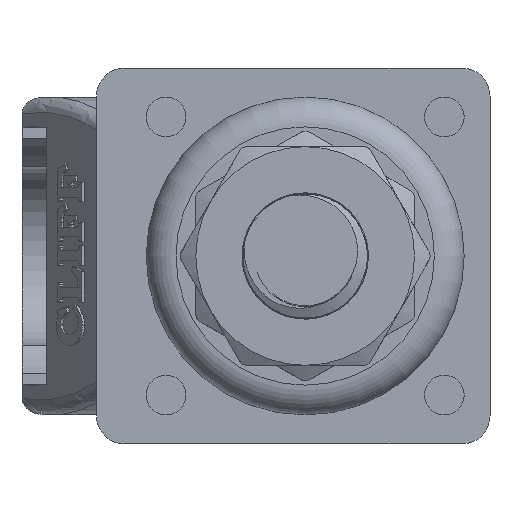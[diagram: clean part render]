
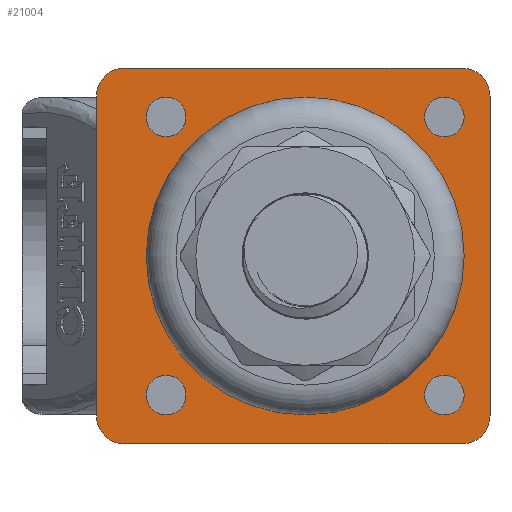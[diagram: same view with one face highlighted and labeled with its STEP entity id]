
A CAD part, front view. The second image highlights one B-rep face of the part: STEP entity #21004.
In plain terms, the highlighted planar face has unit normal (0, -1, 0).
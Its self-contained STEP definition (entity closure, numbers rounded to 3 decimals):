
#474=FACE_BOUND('',#2482,.T.);
#475=FACE_BOUND('',#2483,.T.);
#476=FACE_BOUND('',#2484,.T.);
#477=FACE_BOUND('',#2485,.T.);
#478=FACE_BOUND('',#2486,.T.);
#539=PLANE('',#22224);
#1363=FACE_OUTER_BOUND('',#2481,.T.);
#2481=EDGE_LOOP('',(#13885,#13886,#13887,#13888,#13889,#13890,#13891,#13892,
#13893,#13894));
#2482=EDGE_LOOP('',(#13895));
#2483=EDGE_LOOP('',(#13896));
#2484=EDGE_LOOP('',(#13897));
#2485=EDGE_LOOP('',(#13898));
#2486=EDGE_LOOP('',(#13899,#13900,#13901,#13902,#13903,#13904,#13905,#13906));
#3576=CIRCLE('',#22152,6.225);
#3577=CIRCLE('',#22154,6.225);
#3580=CIRCLE('',#22158,6.225);
#3581=CIRCLE('',#22160,6.225);
#3597=CIRCLE('',#22190,1.);
#3599=CIRCLE('',#22194,1.);
#3601=CIRCLE('',#22198,1.);
#3603=CIRCLE('',#22202,1.);
#3604=CIRCLE('',#22204,1.4);
#3608=CIRCLE('',#22212,1.4);
#3612=CIRCLE('',#22220,1.4);
#3615=CIRCLE('',#22225,1.4);
#4705=LINE('',#30716,#6435);
#4712=LINE('',#30761,#6442);
#4747=LINE('',#30982,#6477);
#4840=LINE('',#31419,#6570);
#4842=LINE('',#31422,#6572);
#4844=LINE('',#31425,#6574);
#4846=LINE('',#31428,#6576);
#4864=LINE('',#31514,#6594);
#4868=LINE('',#31530,#6598);
#4871=LINE('',#31545,#6601);
#6435=VECTOR('',#23835,10.);
#6442=VECTOR('',#23852,10.);
#6477=VECTOR('',#24003,10.);
#6570=VECTOR('',#24128,10.);
#6572=VECTOR('',#24132,10.);
#6574=VECTOR('',#24136,10.);
#6576=VECTOR('',#24140,10.);
#6594=VECTOR('',#24242,10.);
#6598=VECTOR('',#24262,10.);
#6601=VECTOR('',#24283,10.);
#8208=VERTEX_POINT('',#30709);
#8210=VERTEX_POINT('',#30713);
#8211=VERTEX_POINT('',#30715);
#8224=VERTEX_POINT('',#30750);
#8389=VERTEX_POINT('',#31375);
#8392=VERTEX_POINT('',#31380);
#8394=VERTEX_POINT('',#31385);
#8395=VERTEX_POINT('',#31387);
#8397=VERTEX_POINT('',#31393);
#8400=VERTEX_POINT('',#31398);
#8402=VERTEX_POINT('',#31403);
#8403=VERTEX_POINT('',#31405);
#8423=VERTEX_POINT('',#31478);
#8425=VERTEX_POINT('',#31485);
#8427=VERTEX_POINT('',#31492);
#8429=VERTEX_POINT('',#31499);
#8430=VERTEX_POINT('',#31503);
#8432=VERTEX_POINT('',#31511);
#8434=VERTEX_POINT('',#31519);
#8436=VERTEX_POINT('',#31527);
#8438=VERTEX_POINT('',#31535);
#8440=VERTEX_POINT('',#31543);
#10301=EDGE_CURVE('',#8211,#8210,#4705,.T.);
#10315=EDGE_CURVE('',#8208,#8224,#4712,.T.);
#10387=EDGE_CURVE('',#8224,#8211,#4747,.T.);
#10511=EDGE_CURVE('',#8389,#8392,#3576,.T.);
#10513=EDGE_CURVE('',#8395,#8394,#3577,.T.);
#10519=EDGE_CURVE('',#8397,#8400,#3580,.T.);
#10521=EDGE_CURVE('',#8403,#8402,#3581,.T.);
#10528=EDGE_CURVE('',#8392,#8403,#4840,.T.);
#10530=EDGE_CURVE('',#8400,#8395,#4842,.T.);
#10532=EDGE_CURVE('',#8402,#8397,#4844,.T.);
#10534=EDGE_CURVE('',#8394,#8389,#4846,.T.);
#10560=EDGE_CURVE('',#8423,#8423,#3597,.T.);
#10563=EDGE_CURVE('',#8425,#8425,#3599,.T.);
#10566=EDGE_CURVE('',#8427,#8427,#3601,.T.);
#10569=EDGE_CURVE('',#8429,#8429,#3603,.T.);
#10571=EDGE_CURVE('',#8430,#8210,#3604,.T.);
#10576=EDGE_CURVE('',#8430,#8432,#4864,.T.);
#10579=EDGE_CURVE('',#8434,#8432,#3608,.T.);
#10584=EDGE_CURVE('',#8434,#8436,#4868,.T.);
#10587=EDGE_CURVE('',#8438,#8436,#3612,.T.);
#10591=EDGE_CURVE('',#8208,#8440,#3615,.T.);
#10592=EDGE_CURVE('',#8438,#8440,#4871,.T.);
#13885=ORIENTED_EDGE('',*,*,#10591,.F.);
#13886=ORIENTED_EDGE('',*,*,#10315,.T.);
#13887=ORIENTED_EDGE('',*,*,#10387,.T.);
#13888=ORIENTED_EDGE('',*,*,#10301,.T.);
#13889=ORIENTED_EDGE('',*,*,#10571,.F.);
#13890=ORIENTED_EDGE('',*,*,#10576,.T.);
#13891=ORIENTED_EDGE('',*,*,#10579,.F.);
#13892=ORIENTED_EDGE('',*,*,#10584,.T.);
#13893=ORIENTED_EDGE('',*,*,#10587,.F.);
#13894=ORIENTED_EDGE('',*,*,#10592,.T.);
#13895=ORIENTED_EDGE('',*,*,#10569,.T.);
#13896=ORIENTED_EDGE('',*,*,#10566,.T.);
#13897=ORIENTED_EDGE('',*,*,#10563,.T.);
#13898=ORIENTED_EDGE('',*,*,#10560,.T.);
#13899=ORIENTED_EDGE('',*,*,#10511,.T.);
#13900=ORIENTED_EDGE('',*,*,#10528,.T.);
#13901=ORIENTED_EDGE('',*,*,#10521,.T.);
#13902=ORIENTED_EDGE('',*,*,#10532,.T.);
#13903=ORIENTED_EDGE('',*,*,#10519,.T.);
#13904=ORIENTED_EDGE('',*,*,#10530,.T.);
#13905=ORIENTED_EDGE('',*,*,#10513,.T.);
#13906=ORIENTED_EDGE('',*,*,#10534,.T.);
#21004=ADVANCED_FACE('',(#1363,#474,#475,#476,#477,#478),#539,.F.);
#22152=AXIS2_PLACEMENT_3D('',#31382,#24094,#24095);
#22154=AXIS2_PLACEMENT_3D('',#31388,#24099,#24100);
#22158=AXIS2_PLACEMENT_3D('',#31400,#24110,#24111);
#22160=AXIS2_PLACEMENT_3D('',#31406,#24115,#24116);
#22190=AXIS2_PLACEMENT_3D('',#31479,#24198,#24199);
#22194=AXIS2_PLACEMENT_3D('',#31486,#24207,#24208);
#22198=AXIS2_PLACEMENT_3D('',#31493,#24216,#24217);
#22202=AXIS2_PLACEMENT_3D('',#31500,#24225,#24226);
#22204=AXIS2_PLACEMENT_3D('',#31504,#24230,#24231);
#22212=AXIS2_PLACEMENT_3D('',#31520,#24250,#24251);
#22220=AXIS2_PLACEMENT_3D('',#31536,#24270,#24271);
#22224=AXIS2_PLACEMENT_3D('',#31542,#24279,#24280);
#22225=AXIS2_PLACEMENT_3D('',#31544,#24281,#24282);
#23835=DIRECTION('',(0.,0.,-1.));
#23852=DIRECTION('',(0.,0.,-1.));
#24003=DIRECTION('',(0.,0.,-1.));
#24094=DIRECTION('center_axis',(0.,1.,0.));
#24095=DIRECTION('ref_axis',(0.,0.,1.));
#24099=DIRECTION('center_axis',(0.,1.,0.));
#24100=DIRECTION('ref_axis',(0.,0.,1.));
#24110=DIRECTION('center_axis',(0.,1.,0.));
#24111=DIRECTION('ref_axis',(0.,0.,1.));
#24115=DIRECTION('center_axis',(0.,1.,0.));
#24116=DIRECTION('ref_axis',(0.,0.,1.));
#24128=DIRECTION('',(0.,0.,1.));
#24132=DIRECTION('',(0.,0.,-1.));
#24136=DIRECTION('',(1.,0.,0.));
#24140=DIRECTION('',(-1.,0.,0.));
#24198=DIRECTION('center_axis',(0.,1.,0.));
#24199=DIRECTION('ref_axis',(0.,0.,1.));
#24207=DIRECTION('center_axis',(0.,1.,0.));
#24208=DIRECTION('ref_axis',(0.,0.,1.));
#24216=DIRECTION('center_axis',(0.,1.,0.));
#24217=DIRECTION('ref_axis',(0.,0.,1.));
#24225=DIRECTION('center_axis',(0.,1.,0.));
#24226=DIRECTION('ref_axis',(0.,0.,1.));
#24230=DIRECTION('center_axis',(0.,1.,0.));
#24231=DIRECTION('ref_axis',(-0.707,0.,-0.707));
#24242=DIRECTION('',(1.,0.,0.));
#24250=DIRECTION('center_axis',(0.,1.,0.));
#24251=DIRECTION('ref_axis',(0.707,0.,-0.707));
#24262=DIRECTION('',(0.,0.,1.));
#24270=DIRECTION('center_axis',(0.,1.,0.));
#24271=DIRECTION('ref_axis',(0.707,0.,0.707));
#24279=DIRECTION('center_axis',(0.,1.,0.));
#24280=DIRECTION('ref_axis',(0.,0.,1.));
#24281=DIRECTION('center_axis',(0.,1.,0.));
#24282=DIRECTION('ref_axis',(-0.707,0.,0.707));
#24283=DIRECTION('',(-1.,0.,0.));
#30709=CARTESIAN_POINT('',(-10.5,0.,8.05));
#30713=CARTESIAN_POINT('',(-10.5,0.,-8.05));
#30715=CARTESIAN_POINT('',(-10.5,0.,-6.331));
#30716=CARTESIAN_POINT('',(-10.5,0.,9.45));
#30750=CARTESIAN_POINT('',(-10.5,0.,6.331));
#30761=CARTESIAN_POINT('',(-10.5,0.,0.));
#30982=CARTESIAN_POINT('',(-10.5,0.,0.));
#31375=CARTESIAN_POINT('',(-3.224,0.,-5.325));
#31380=CARTESIAN_POINT('',(-5.325,0.,-3.224));
#31382=CARTESIAN_POINT('Origin',(0.,0.,0.));
#31385=CARTESIAN_POINT('',(3.224,0.,-5.325));
#31387=CARTESIAN_POINT('',(5.325,0.,-3.224));
#31388=CARTESIAN_POINT('Origin',(0.,0.,0.));
#31393=CARTESIAN_POINT('',(3.224,0.,5.325));
#31398=CARTESIAN_POINT('',(5.325,0.,3.224));
#31400=CARTESIAN_POINT('Origin',(0.,0.,0.));
#31403=CARTESIAN_POINT('',(-3.224,0.,5.325));
#31405=CARTESIAN_POINT('',(-5.325,0.,3.224));
#31406=CARTESIAN_POINT('Origin',(0.,0.,0.));
#31419=CARTESIAN_POINT('',(-5.325,0.,-3.224));
#31422=CARTESIAN_POINT('',(5.325,0.,3.224));
#31425=CARTESIAN_POINT('',(-3.224,0.,5.325));
#31428=CARTESIAN_POINT('',(3.224,0.,-5.325));
#31478=CARTESIAN_POINT('',(-7.,0.,-8.));
#31479=CARTESIAN_POINT('Origin',(-7.,0.,-7.));
#31485=CARTESIAN_POINT('',(7.,0.,-8.));
#31486=CARTESIAN_POINT('Origin',(7.,0.,-7.));
#31492=CARTESIAN_POINT('',(-7.,0.,6.));
#31493=CARTESIAN_POINT('Origin',(-7.,0.,7.));
#31499=CARTESIAN_POINT('',(7.,0.,6.));
#31500=CARTESIAN_POINT('Origin',(7.,0.,7.));
#31503=CARTESIAN_POINT('',(-9.1,0.,-9.45));
#31504=CARTESIAN_POINT('Origin',(-9.1,0.,-8.05));
#31511=CARTESIAN_POINT('',(7.9,0.,-9.45));
#31514=CARTESIAN_POINT('',(-10.5,0.,-9.45));
#31519=CARTESIAN_POINT('',(9.3,0.,-8.05));
#31520=CARTESIAN_POINT('Origin',(7.9,0.,-8.05));
#31527=CARTESIAN_POINT('',(9.3,0.,8.05));
#31530=CARTESIAN_POINT('',(9.3,0.,-9.45));
#31535=CARTESIAN_POINT('',(7.9,0.,9.45));
#31536=CARTESIAN_POINT('Origin',(7.9,0.,8.05));
#31542=CARTESIAN_POINT('Origin',(-0.6,0.,0.));
#31543=CARTESIAN_POINT('',(-9.1,0.,9.45));
#31544=CARTESIAN_POINT('Origin',(-9.1,0.,8.05));
#31545=CARTESIAN_POINT('',(9.3,0.,9.45));
